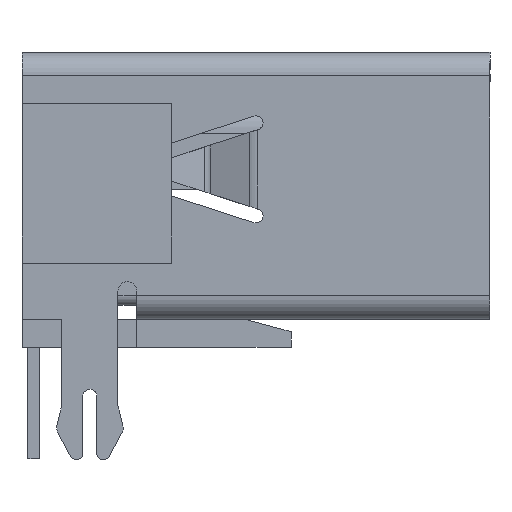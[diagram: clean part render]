
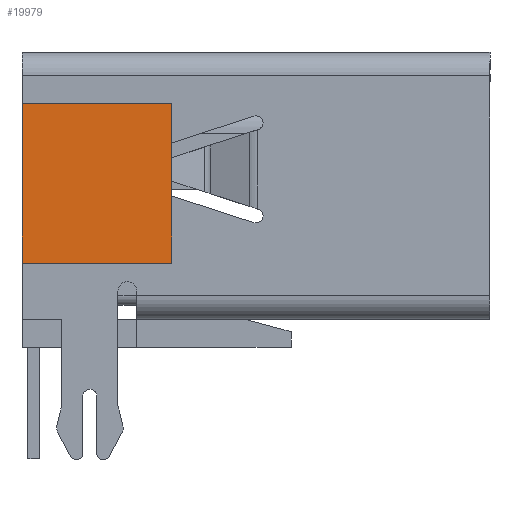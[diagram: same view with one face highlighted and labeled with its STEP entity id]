
A CAD part, left-side view. The second image highlights one B-rep face of the part: STEP entity #19979.
In plain terms, the highlighted planar face has unit normal (-1, 0, 0).
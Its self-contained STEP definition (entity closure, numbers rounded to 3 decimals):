
#421 = CARTESIAN_POINT ( 'NONE',  ( -7.15, 6.883, 1.75 ) ) ;
#653 = LINE ( 'NONE', #10514, #10585 ) ;
#1483 = CARTESIAN_POINT ( 'NONE',  ( -7.15, 1.4, 1.75 ) ) ;
#2151 = CARTESIAN_POINT ( 'NONE',  ( -7.15, 6.883, -1.65 ) ) ;
#2286 = DIRECTION ( 'NONE',  ( 0., 1., 0. ) ) ;
#2304 = EDGE_CURVE ( 'NONE', #19373, #17032, #8104, .T. ) ;
#2363 = LINE ( 'NONE', #421, #22981 ) ;
#3108 = ORIENTED_EDGE ( 'NONE', *, *, #13476, .T. ) ;
#3131 = VECTOR ( 'NONE', #5006, 1000. ) ;
#3477 = FACE_OUTER_BOUND ( 'NONE', #12868, .T. ) ;
#5006 = DIRECTION ( 'NONE',  ( 0., -1., 0. ) ) ;
#5737 = ORIENTED_EDGE ( 'NONE', *, *, #9966, .F. ) ;
#5885 = CARTESIAN_POINT ( 'NONE',  ( -7.15, 6.883, -4.906 ) ) ;
#6522 = AXIS2_PLACEMENT_3D ( 'NONE', #5885, #18873, #7784 ) ;
#7784 = DIRECTION ( 'NONE',  ( 0., 0., -1. ) ) ;
#8104 = LINE ( 'NONE', #2151, #3131 ) ;
#8901 = VECTOR ( 'NONE', #16968, 1000. ) ;
#9754 = CARTESIAN_POINT ( 'NONE',  ( -7.15, 4.6, 1.75 ) ) ;
#9966 = EDGE_CURVE ( 'NONE', #19373, #12501, #653, .T. ) ;
#10514 = CARTESIAN_POINT ( 'NONE',  ( -7.15, 4.6, -4.906 ) ) ;
#10585 = VECTOR ( 'NONE', #23377, 1000. ) ;
#12501 = VERTEX_POINT ( 'NONE', #9754 ) ;
#12868 = EDGE_LOOP ( 'NONE', ( #5737, #16946, #3108, #23511 ) ) ;
#13476 = EDGE_CURVE ( 'NONE', #17032, #20294, #13849, .T. ) ;
#13849 = LINE ( 'NONE', #18741, #8901 ) ;
#14396 = EDGE_CURVE ( 'NONE', #20294, #12501, #2363, .T. ) ;
#16946 = ORIENTED_EDGE ( 'NONE', *, *, #2304, .T. ) ;
#16968 = DIRECTION ( 'NONE',  ( 0., 0., 1. ) ) ;
#17032 = VERTEX_POINT ( 'NONE', #20144 ) ;
#18741 = CARTESIAN_POINT ( 'NONE',  ( -7.15, 1.4, -4.906 ) ) ;
#18873 = DIRECTION ( 'NONE',  ( 1., 0., 0. ) ) ;
#19373 = VERTEX_POINT ( 'NONE', #23703 ) ;
#19979 = ADVANCED_FACE ( 'NONE', ( #3477 ), #22507, .F. ) ;
#20144 = CARTESIAN_POINT ( 'NONE',  ( -7.15, 1.4, -1.65 ) ) ;
#20294 = VERTEX_POINT ( 'NONE', #1483 ) ;
#22507 = PLANE ( 'NONE',  #6522 ) ;
#22981 = VECTOR ( 'NONE', #2286, 1000. ) ;
#23377 = DIRECTION ( 'NONE',  ( 0., 0., 1. ) ) ;
#23511 = ORIENTED_EDGE ( 'NONE', *, *, #14396, .T. ) ;
#23703 = CARTESIAN_POINT ( 'NONE',  ( -7.15, 4.6, -1.65 ) ) ;
